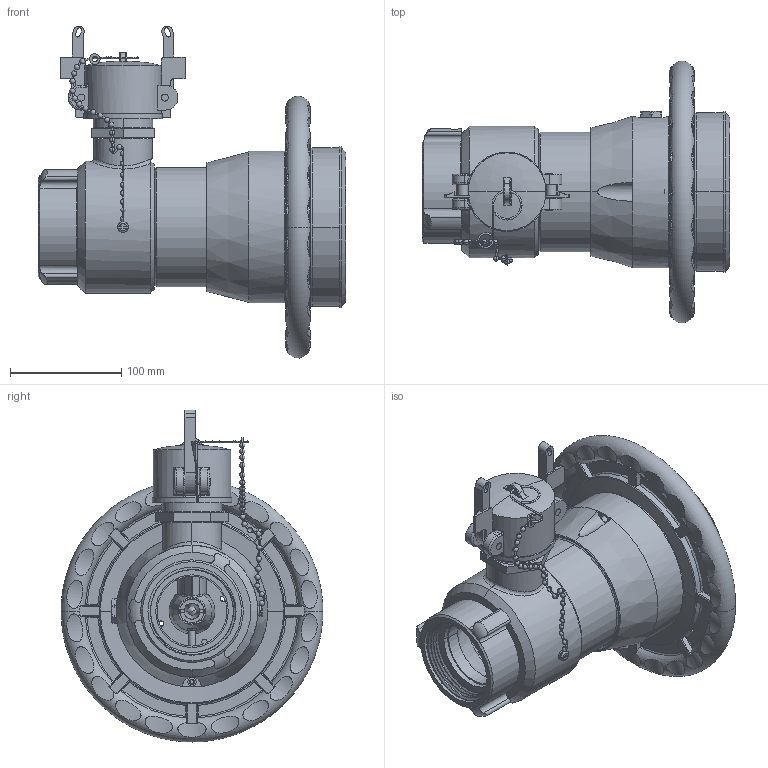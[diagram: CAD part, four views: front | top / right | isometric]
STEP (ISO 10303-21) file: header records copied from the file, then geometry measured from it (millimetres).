
FILE_DESCRIPTION((''),'2;1');
FILE_NAME('4475_2_5','2012-03-22T',('sobri'),(''),'PRO/ENGINEER BY PARAMETRIC TECHNOLOGY CORPORATION, 2011180','PRO/ENGINEER BY PARAMETRIC TECHNOLOGY CORPORATION, 2011180','');
FILE_SCHEMA(('CONFIG_CONTROL_DESIGN'));
Length unit declared in the file: inch
Products named in the file (1): 4475_2_5
Bounding box: 276.2 x 234.87 x 298 mm (x, y, z)
Surface area: 469917.9 mm2 (no closed solid volume)
Topology: 0 solids, 57 shells, 999 faces, 3070 edges, 2026 vertices
Faces by surface type: cylinder 355, plane 263, bspline 140, cone 101, torus 88, sphere 52
Entity records: 51846 total; most frequent: CARTESIAN_POINT 26902, ORIENTED_EDGE 5305, DIRECTION 4694, EDGE_CURVE 2974, VERTEX_POINT 2026, AXIS2_PLACEMENT_3D 1892, EDGE_LOOP 1109, CIRCLE 1033
